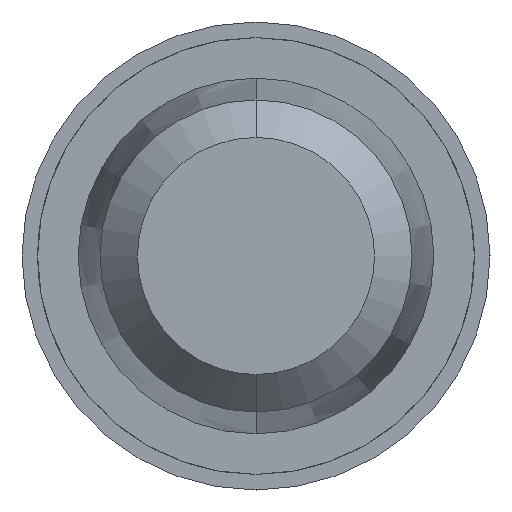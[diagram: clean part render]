
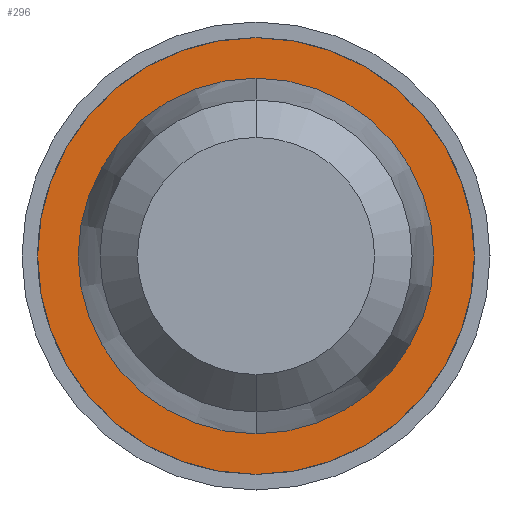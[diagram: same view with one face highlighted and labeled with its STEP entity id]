
A CAD part, front view. The second image highlights one B-rep face of the part: STEP entity #296.
In plain terms, the highlighted planar face has unit normal (0, -1, 0).
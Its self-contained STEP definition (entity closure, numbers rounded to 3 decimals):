
#23 = CARTESIAN_POINT ( 'NONE',  ( 0., 26., 0.57 ) ) ;
#66 = CARTESIAN_POINT ( 'NONE',  ( 0.57, 26., 0. ) ) ;
#212 = CARTESIAN_POINT ( 'NONE',  ( 0., 26., 0. ) ) ;
#296 = ADVANCED_FACE ( 'Defeature ausgef�hrt3_16', ( #436, #4156 ), #3604, .T. ) ;
#356 = EDGE_CURVE ( 'Defeature ausgef�hrt3_15+Defeature ausgef�hrt3_16+Defeature ausgef�hrt3_16+Defeature ausgef�hrt3_16', #3961, #1841, #629, .T. ) ;
#436 = FACE_OUTER_BOUND ( 'NONE', #4187, .T. ) ;
#461 = ORIENTED_EDGE ( 'NONE', *, *, #2142, .T. ) ;
#565 = DIRECTION ( 'NONE',  ( 0., 0., -1. ) ) ;
#609 = CARTESIAN_POINT ( 'NONE',  ( 0., 26., 0. ) ) ;
#615 = EDGE_LOOP ( 'NONE', ( #3478, #1380 ) ) ;
#629 = CIRCLE ( 'NONE', #2762, 0.57 ) ;
#743 = DIRECTION ( 'NONE',  ( 0., -1., 0. ) ) ;
#1372 = AXIS2_PLACEMENT_3D ( 'NONE', #66, #2285, #1672 ) ;
#1380 = ORIENTED_EDGE ( 'NONE', *, *, #356, .F. ) ;
#1412 = VERTEX_POINT ( 'NONE', #4204 ) ;
#1496 = EDGE_CURVE ( 'Defeature ausgef�hrt3_15+Defeature ausgef�hrt3_16+Defeature ausgef�hrt3_16+Defeature ausgef�hrt3_16', #1841, #3961, #2170, .T. ) ;
#1652 = CIRCLE ( 'NONE', #3490, 0.7 ) ;
#1672 = DIRECTION ( 'NONE',  ( 0., 0., -1. ) ) ;
#1771 = ORIENTED_EDGE ( 'NONE', *, *, #3245, .T. ) ;
#1841 = VERTEX_POINT ( 'NONE', #23 ) ;
#2021 = AXIS2_PLACEMENT_3D ( 'NONE', #609, #4221, #4195 ) ;
#2048 = CIRCLE ( 'NONE', #3907, 0.7 ) ;
#2142 = EDGE_CURVE ( 'Defeature ausgef�hrt3_16+Defeature ausgef�hrt3_17+Defeature ausgef�hrt3_17+Defeature ausgef�hrt3_17', #3397, #1412, #1652, .T. ) ;
#2170 = CIRCLE ( 'NONE', #2021, 0.57 ) ;
#2171 = DIRECTION ( 'NONE',  ( 0., -1., 0. ) ) ;
#2285 = DIRECTION ( 'NONE',  ( 0., -1., 0. ) ) ;
#2457 = DIRECTION ( 'NONE',  ( 0., -1., 0. ) ) ;
#2544 = CARTESIAN_POINT ( 'NONE',  ( 0., 26., 0.7 ) ) ;
#2762 = AXIS2_PLACEMENT_3D ( 'NONE', #3686, #743, #3341 ) ;
#2765 = CARTESIAN_POINT ( 'NONE',  ( 0., 26., -0.57 ) ) ;
#3245 = EDGE_CURVE ( 'Defeature ausgef�hrt3_16+Defeature ausgef�hrt3_17+Defeature ausgef�hrt3_17+Defeature ausgef�hrt3_17', #1412, #3397, #2048, .T. ) ;
#3341 = DIRECTION ( 'NONE',  ( 0., 0., -1. ) ) ;
#3397 = VERTEX_POINT ( 'NONE', #2544 ) ;
#3436 = CARTESIAN_POINT ( 'NONE',  ( 0., 26., 0. ) ) ;
#3478 = ORIENTED_EDGE ( 'NONE', *, *, #1496, .F. ) ;
#3490 = AXIS2_PLACEMENT_3D ( 'NONE', #3436, #2457, #4077 ) ;
#3604 = PLANE ( 'NONE',  #1372 ) ;
#3686 = CARTESIAN_POINT ( 'NONE',  ( 0., 26., 0. ) ) ;
#3907 = AXIS2_PLACEMENT_3D ( 'NONE', #212, #2171, #565 ) ;
#3961 = VERTEX_POINT ( 'NONE', #2765 ) ;
#4077 = DIRECTION ( 'NONE',  ( 0., 0., -1. ) ) ;
#4156 = FACE_BOUND ( 'NONE', #615, .T. ) ;
#4187 = EDGE_LOOP ( 'NONE', ( #1771, #461 ) ) ;
#4195 = DIRECTION ( 'NONE',  ( 0., 0., -1. ) ) ;
#4204 = CARTESIAN_POINT ( 'NONE',  ( 0., 26., -0.7 ) ) ;
#4221 = DIRECTION ( 'NONE',  ( 0., -1., 0. ) ) ;
